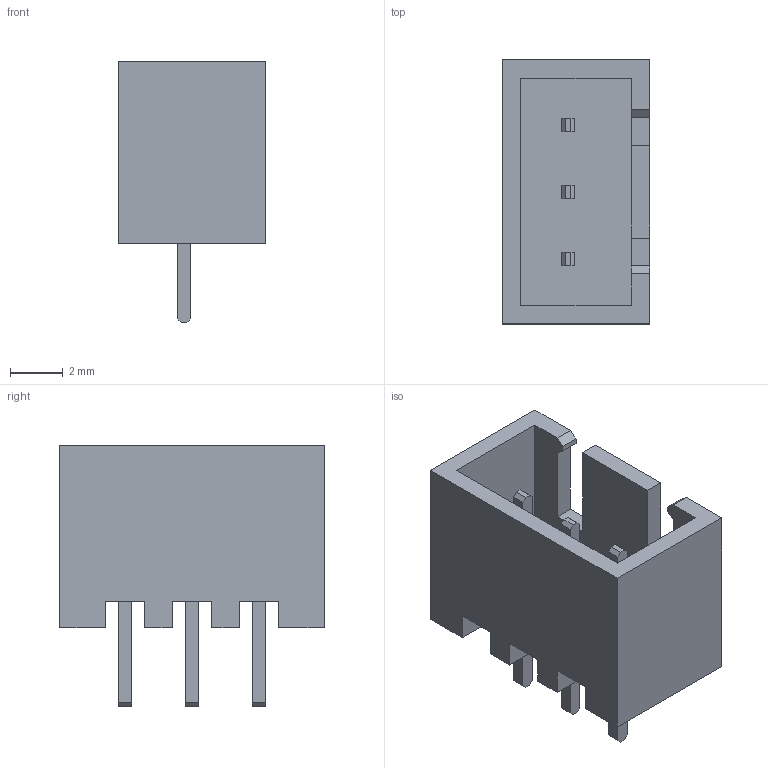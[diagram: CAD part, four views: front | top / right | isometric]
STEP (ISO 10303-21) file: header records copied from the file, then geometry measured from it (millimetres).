
FILE_DESCRIPTION(/* description */ (''),/* implementation_level */ '2;1');
FILE_NAME(/* name */ 'JST-XH-3 v7.step',/* time_stamp */ '2022-07-01T14:28:26-07:00',/* author */ (''),/* organization */ (''),/* preprocessor_version */ 'ST-DEVELOPER v19',/* originating_system */ 'Autodesk Translation Framework v11.7.0.108',/* authorisation */ '');
FILE_SCHEMA (('AUTOMOTIVE_DESIGN { 1 0 10303 214 3 1 1 }'));
Length unit declared in the file: millimetre
Products named in the file (1): JST-XH-3
Bounding box: 5.6 x 10 x 9.9 mm (x, y, z)
Volume: 155 mm3; surface area: 542.4 mm2
Topology: 4 solids, 4 shells, 78 faces, 210 edges, 140 vertices
Faces by surface type: plane 78
Entity records: 2450 total; most frequent: CARTESIAN_POINT 429, ORIENTED_EDGE 420, DIRECTION 368, LINE 210, VECTOR 210, EDGE_CURVE 210, VERTEX_POINT 140, EDGE_LOOP 84
